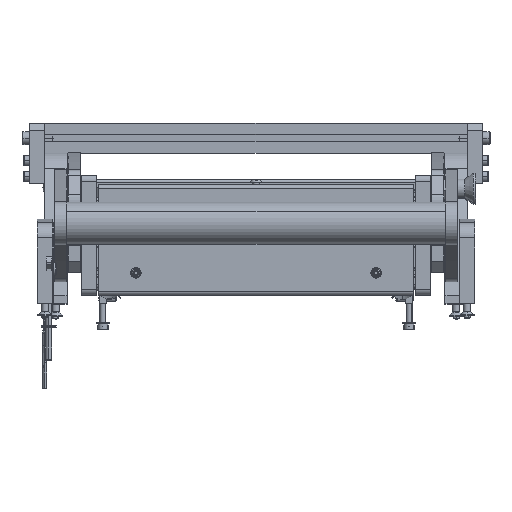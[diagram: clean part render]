
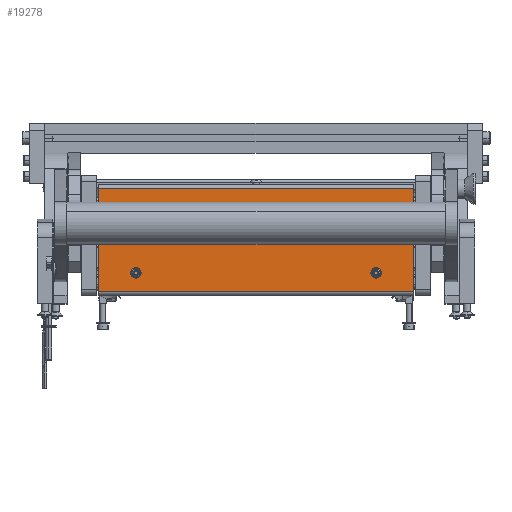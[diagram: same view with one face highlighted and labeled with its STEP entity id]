
A CAD part, top view. The second image highlights one B-rep face of the part: STEP entity #19278.
In plain terms, the highlighted face is planar.
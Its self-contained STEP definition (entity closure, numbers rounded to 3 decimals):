
#248 = DIRECTION ( 'NONE',  ( 0., 0., -1. ) ) ;
#1612 = DIRECTION ( 'NONE',  ( 0., 1., 0. ) ) ;
#2629 = DIRECTION ( 'NONE',  ( 0., 1., 0. ) ) ;
#2652 = CARTESIAN_POINT ( 'NONE',  ( -105., 2.737, 0. ) ) ;
#3373 = DIRECTION ( 'NONE',  ( 0., 0., -1. ) ) ;
#3652 = DIRECTION ( 'NONE',  ( 1., 0., 0. ) ) ;
#5693 = VERTEX_POINT ( 'NONE', #2652 ) ;
#6498 = EDGE_CURVE ( 'NONE', #58819, #42037, #31688, .T. ) ;
#8467 = DIRECTION ( 'NONE',  ( -1., 0., 0. ) ) ;
#10007 = LINE ( 'NONE', #35052, #59226 ) ;
#11021 = ORIENTED_EDGE ( 'NONE', *, *, #11341, .F. ) ;
#11341 = EDGE_CURVE ( 'NONE', #60453, #54793, #20321, .T. ) ;
#13724 = ORIENTED_EDGE ( 'NONE', *, *, #52842, .F. ) ;
#16994 = CARTESIAN_POINT ( 'NONE',  ( 80., 58.8, 0. ) ) ;
#17258 = CARTESIAN_POINT ( 'NONE',  ( -105., 0., 0. ) ) ;
#17701 = CIRCLE ( 'NONE', #27052, 2.1 ) ;
#18853 = CARTESIAN_POINT ( 'NONE',  ( 77.9, 58.8, 0. ) ) ;
#18897 = CARTESIAN_POINT ( 'NONE',  ( -77.9, 58.8, 0. ) ) ;
#18941 = CARTESIAN_POINT ( 'NONE',  ( 80., 58.8, 0. ) ) ;
#19278 = ADVANCED_FACE ( 'NONE', ( #67180, #53158, #26970 ), #38208, .T. ) ;
#19459 = CARTESIAN_POINT ( 'NONE',  ( -105., 71.133, 0. ) ) ;
#19763 = CARTESIAN_POINT ( 'NONE',  ( 105., 2.737, 0. ) ) ;
#20321 = CIRCLE ( 'NONE', #50191, 2.1 ) ;
#21571 = CARTESIAN_POINT ( 'NONE',  ( -82.1, 58.8, 0. ) ) ;
#22397 = ORIENTED_EDGE ( 'NONE', *, *, #6498, .F. ) ;
#22399 = DIRECTION ( 'NONE',  ( 0., 0., -1. ) ) ;
#24010 = VERTEX_POINT ( 'NONE', #19763 ) ;
#24181 = DIRECTION ( 'NONE',  ( 0., 0., -1. ) ) ;
#26970 = FACE_OUTER_BOUND ( 'NONE', #32899, .T. ) ;
#27052 = AXIS2_PLACEMENT_3D ( 'NONE', #27317, #248, #63995 ) ;
#27317 = CARTESIAN_POINT ( 'NONE',  ( -80., 58.8, 0. ) ) ;
#28101 = VECTOR ( 'NONE', #2629, 1000. ) ;
#28282 = VERTEX_POINT ( 'NONE', #56072 ) ;
#29226 = CARTESIAN_POINT ( 'NONE',  ( 105., 0., 0. ) ) ;
#29928 = AXIS2_PLACEMENT_3D ( 'NONE', #18941, #24181, #60848 ) ;
#30533 = EDGE_CURVE ( 'NONE', #42037, #58819, #45502, .T. ) ;
#31688 = CIRCLE ( 'NONE', #54115, 2.1 ) ;
#32899 = EDGE_LOOP ( 'NONE', ( #47258, #55900, #34447, #33109 ) ) ;
#33000 = DIRECTION ( 'NONE',  ( 0., 0., -1. ) ) ;
#33031 = VERTEX_POINT ( 'NONE', #60704 ) ;
#33109 = ORIENTED_EDGE ( 'NONE', *, *, #55786, .T. ) ;
#33906 = EDGE_CURVE ( 'NONE', #5693, #24010, #10007, .T. ) ;
#34447 = ORIENTED_EDGE ( 'NONE', *, *, #33906, .F. ) ;
#34546 = CARTESIAN_POINT ( 'NONE',  ( -80., 58.8, 0. ) ) ;
#35052 = CARTESIAN_POINT ( 'NONE',  ( -105., 2.737, 0. ) ) ;
#35376 = LINE ( 'NONE', #17258, #41915 ) ;
#38208 = PLANE ( 'NONE',  #64364 ) ;
#39696 = CARTESIAN_POINT ( 'NONE',  ( 82.1, 58.8, 0. ) ) ;
#40382 = LINE ( 'NONE', #29226, #28101 ) ;
#41915 = VECTOR ( 'NONE', #1612, 1000. ) ;
#42037 = VERTEX_POINT ( 'NONE', #18853 ) ;
#42195 = EDGE_LOOP ( 'NONE', ( #13724, #11021 ) ) ;
#42833 = DIRECTION ( 'NONE',  ( -1., 0., 0. ) ) ;
#45502 = CIRCLE ( 'NONE', #29928, 2.1 ) ;
#46617 = VECTOR ( 'NONE', #56054, 1000. ) ;
#47258 = ORIENTED_EDGE ( 'NONE', *, *, #64454, .F. ) ;
#48434 = CARTESIAN_POINT ( 'NONE',  ( -105., 0., 0. ) ) ;
#50191 = AXIS2_PLACEMENT_3D ( 'NONE', #34546, #3373, #8467 ) ;
#52842 = EDGE_CURVE ( 'NONE', #54793, #60453, #17701, .T. ) ;
#52943 = ORIENTED_EDGE ( 'NONE', *, *, #30533, .F. ) ;
#53158 = FACE_BOUND ( 'NONE', #61052, .T. ) ;
#53310 = DIRECTION ( 'NONE',  ( -1., 0., 0. ) ) ;
#54115 = AXIS2_PLACEMENT_3D ( 'NONE', #16994, #33000, #42833 ) ;
#54793 = VERTEX_POINT ( 'NONE', #21571 ) ;
#55786 = EDGE_CURVE ( 'NONE', #5693, #28282, #35376, .T. ) ;
#55900 = ORIENTED_EDGE ( 'NONE', *, *, #67778, .F. ) ;
#56054 = DIRECTION ( 'NONE',  ( -1., 0., 0. ) ) ;
#56072 = CARTESIAN_POINT ( 'NONE',  ( -105., 71.133, 0. ) ) ;
#58819 = VERTEX_POINT ( 'NONE', #39696 ) ;
#59226 = VECTOR ( 'NONE', #3652, 1000. ) ;
#60453 = VERTEX_POINT ( 'NONE', #18897 ) ;
#60704 = CARTESIAN_POINT ( 'NONE',  ( 105., 71.133, 0. ) ) ;
#60848 = DIRECTION ( 'NONE',  ( -1., 0., 0. ) ) ;
#61052 = EDGE_LOOP ( 'NONE', ( #52943, #22397 ) ) ;
#61450 = LINE ( 'NONE', #19459, #46617 ) ;
#63995 = DIRECTION ( 'NONE',  ( -1., 0., 0. ) ) ;
#64364 = AXIS2_PLACEMENT_3D ( 'NONE', #48434, #22399, #53310 ) ;
#64454 = EDGE_CURVE ( 'NONE', #33031, #28282, #61450, .T. ) ;
#67180 = FACE_BOUND ( 'NONE', #42195, .T. ) ;
#67778 = EDGE_CURVE ( 'NONE', #24010, #33031, #40382, .T. ) ;
